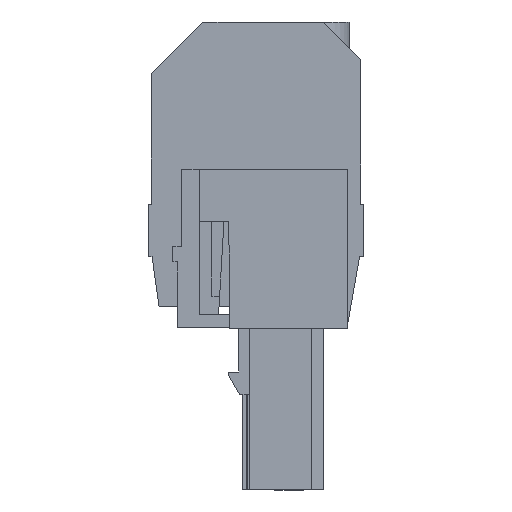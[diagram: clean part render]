
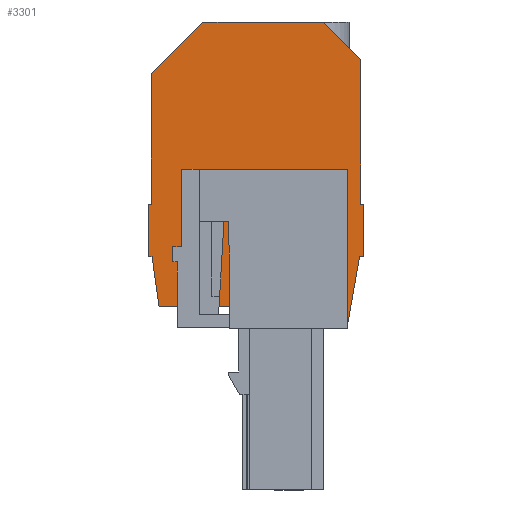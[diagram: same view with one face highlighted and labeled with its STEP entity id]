
A CAD part, left-side view. The second image highlights one B-rep face of the part: STEP entity #3301.
In plain terms, the highlighted planar face has unit normal (-1, 0, 0).
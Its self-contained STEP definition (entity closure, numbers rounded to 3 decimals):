
#3170=AXIS2_PLACEMENT_3D('Plane Axis2P3D',#3167,#3168,#3169) ;
#136=CARTESIAN_POINT('Vertex',(7.17,20.3,39.764)) ;
#152=CARTESIAN_POINT('Vertex',(7.17,20.3,27.3)) ;
#155=CARTESIAN_POINT('Line Origine',(7.17,20.3,33.532)) ;
#304=CARTESIAN_POINT('Vertex',(7.17,0.3,27.3)) ;
#698=CARTESIAN_POINT('Vertex',(7.17,0.3,41.114)) ;
#701=CARTESIAN_POINT('Line Origine',(7.17,0.3,34.207)) ;
#2499=CARTESIAN_POINT('Vertex',(7.17,0.404,22.3)) ;
#2502=CARTESIAN_POINT('Line Origine',(7.17,0.977,19.05)) ;
#2506=CARTESIAN_POINT('Vertex',(7.17,1.55,15.801)) ;
#2565=CARTESIAN_POINT('Vertex',(7.17,19.557,17.5)) ;
#2568=CARTESIAN_POINT('Line Origine',(7.17,19.895,19.9)) ;
#2572=CARTESIAN_POINT('Vertex',(7.17,20.232,22.3)) ;
#3032=CARTESIAN_POINT('Vertex',(7.17,3.886,44.7)) ;
#3035=CARTESIAN_POINT('Line Origine',(7.17,2.093,42.907)) ;
#3167=CARTESIAN_POINT('Axis2P3D Location',(7.17,0.,0.)) ;
#3172=CARTESIAN_POINT('Line Origine',(7.17,0.202,22.3)) ;
#3176=CARTESIAN_POINT('Vertex',(7.17,0.,22.3)) ;
#3179=CARTESIAN_POINT('Line Origine',(7.17,0.,24.8)) ;
#3183=CARTESIAN_POINT('Vertex',(7.17,0.,27.3)) ;
#3186=CARTESIAN_POINT('Line Origine',(7.17,0.15,27.3)) ;
#3191=CARTESIAN_POINT('Line Origine',(7.17,9.625,44.7)) ;
#3195=CARTESIAN_POINT('Vertex',(7.17,15.364,44.7)) ;
#3198=CARTESIAN_POINT('Line Origine',(7.17,17.832,42.232)) ;
#3203=CARTESIAN_POINT('Line Origine',(7.17,20.45,27.3)) ;
#3207=CARTESIAN_POINT('Vertex',(7.17,20.6,27.3)) ;
#3210=CARTESIAN_POINT('Line Origine',(7.17,20.6,24.8)) ;
#3214=CARTESIAN_POINT('Vertex',(7.17,20.6,22.3)) ;
#3217=CARTESIAN_POINT('Line Origine',(7.17,20.416,22.3)) ;
#3222=CARTESIAN_POINT('Line Origine',(7.17,16.205,17.5)) ;
#3226=CARTESIAN_POINT('Vertex',(7.17,12.853,17.5)) ;
#3229=CARTESIAN_POINT('Line Origine',(7.17,12.882,24.06)) ;
#3233=CARTESIAN_POINT('Vertex',(7.17,12.91,30.62)) ;
#3236=CARTESIAN_POINT('Line Origine',(7.17,7.23,30.62)) ;
#3240=CARTESIAN_POINT('Vertex',(7.17,1.55,30.62)) ;
#3243=CARTESIAN_POINT('Line Origine',(7.17,1.55,23.21)) ;
#3267=CARTESIAN_POINT('Line Origine',(7.17,14.71,28.12)) ;
#3271=CARTESIAN_POINT('Vertex',(7.17,14.71,25.62)) ;
#3273=CARTESIAN_POINT('Vertex',(7.17,14.71,30.62)) ;
#3276=CARTESIAN_POINT('Line Origine',(7.17,15.21,25.62)) ;
#3280=CARTESIAN_POINT('Vertex',(7.17,15.71,25.62)) ;
#3283=CARTESIAN_POINT('Line Origine',(7.17,15.71,28.12)) ;
#3287=CARTESIAN_POINT('Vertex',(7.17,15.71,30.62)) ;
#3290=CARTESIAN_POINT('Line Origine',(7.17,15.21,30.62)) ;
#156=DIRECTION('Vector Direction',(0.,0.,1.)) ;
#702=DIRECTION('Vector Direction',(0.,0.,-1.)) ;
#2503=DIRECTION('Vector Direction',(0.,0.174,-0.985)) ;
#2569=DIRECTION('Vector Direction',(0.,-0.139,-0.99)) ;
#3036=DIRECTION('Vector Direction',(0.,0.707,0.707)) ;
#3168=DIRECTION('Axis2P3D Direction',(-1.,0.,0.)) ;
#3169=DIRECTION('Axis2P3D XDirection',(0.,0.,1.)) ;
#3173=DIRECTION('Vector Direction',(0.,-1.,0.)) ;
#3180=DIRECTION('Vector Direction',(0.,0.,1.)) ;
#3187=DIRECTION('Vector Direction',(0.,1.,0.)) ;
#3192=DIRECTION('Vector Direction',(0.,1.,0.)) ;
#3199=DIRECTION('Vector Direction',(0.,0.707,-0.707)) ;
#3204=DIRECTION('Vector Direction',(0.,1.,0.)) ;
#3211=DIRECTION('Vector Direction',(0.,0.,-1.)) ;
#3218=DIRECTION('Vector Direction',(0.,-1.,0.)) ;
#3223=DIRECTION('Vector Direction',(0.,-1.,0.)) ;
#3230=DIRECTION('Vector Direction',(0.,-0.004,-1.)) ;
#3237=DIRECTION('Vector Direction',(0.,1.,0.)) ;
#3244=DIRECTION('Vector Direction',(0.,0.,1.)) ;
#3268=DIRECTION('Vector Direction',(0.,0.,1.)) ;
#3277=DIRECTION('Vector Direction',(0.,1.,0.)) ;
#3284=DIRECTION('Vector Direction',(0.,0.,1.)) ;
#3291=DIRECTION('Vector Direction',(0.,1.,0.)) ;
#157=VECTOR('Line Direction',#156,1.) ;
#703=VECTOR('Line Direction',#702,1.) ;
#2504=VECTOR('Line Direction',#2503,1.) ;
#2570=VECTOR('Line Direction',#2569,1.) ;
#3037=VECTOR('Line Direction',#3036,1.) ;
#3174=VECTOR('Line Direction',#3173,1.) ;
#3181=VECTOR('Line Direction',#3180,1.) ;
#3188=VECTOR('Line Direction',#3187,1.) ;
#3193=VECTOR('Line Direction',#3192,1.) ;
#3200=VECTOR('Line Direction',#3199,1.) ;
#3205=VECTOR('Line Direction',#3204,1.) ;
#3212=VECTOR('Line Direction',#3211,1.) ;
#3219=VECTOR('Line Direction',#3218,1.) ;
#3224=VECTOR('Line Direction',#3223,1.) ;
#3231=VECTOR('Line Direction',#3230,1.) ;
#3238=VECTOR('Line Direction',#3237,1.) ;
#3245=VECTOR('Line Direction',#3244,1.) ;
#3269=VECTOR('Line Direction',#3268,1.) ;
#3278=VECTOR('Line Direction',#3277,1.) ;
#3285=VECTOR('Line Direction',#3284,1.) ;
#3292=VECTOR('Line Direction',#3291,1.) ;
#3249=ORIENTED_EDGE('',*,*,#2508,.T.) ;
#3250=ORIENTED_EDGE('',*,*,#3178,.T.) ;
#3251=ORIENTED_EDGE('',*,*,#3185,.T.) ;
#3252=ORIENTED_EDGE('',*,*,#3190,.T.) ;
#3253=ORIENTED_EDGE('',*,*,#705,.T.) ;
#3254=ORIENTED_EDGE('',*,*,#3039,.T.) ;
#3255=ORIENTED_EDGE('',*,*,#3197,.T.) ;
#3256=ORIENTED_EDGE('',*,*,#3202,.T.) ;
#3257=ORIENTED_EDGE('',*,*,#159,.T.) ;
#3258=ORIENTED_EDGE('',*,*,#3209,.T.) ;
#3259=ORIENTED_EDGE('',*,*,#3216,.T.) ;
#3260=ORIENTED_EDGE('',*,*,#3221,.T.) ;
#3261=ORIENTED_EDGE('',*,*,#2574,.T.) ;
#3262=ORIENTED_EDGE('',*,*,#3228,.T.) ;
#3263=ORIENTED_EDGE('',*,*,#3235,.F.) ;
#3264=ORIENTED_EDGE('',*,*,#3242,.F.) ;
#3265=ORIENTED_EDGE('',*,*,#3247,.F.) ;
#3296=ORIENTED_EDGE('',*,*,#3275,.F.) ;
#3297=ORIENTED_EDGE('',*,*,#3282,.T.) ;
#3298=ORIENTED_EDGE('',*,*,#3289,.T.) ;
#3299=ORIENTED_EDGE('',*,*,#3294,.F.) ;
#3300=FACE_BOUND('',#3295,.T.) ;
#3301=ADVANCED_FACE('housing',(#3266,#3300),#3171,.T.) ;
#159=EDGE_CURVE('',#137,#153,#158,.F.) ;
#705=EDGE_CURVE('',#305,#699,#704,.F.) ;
#2508=EDGE_CURVE('',#2507,#2500,#2505,.F.) ;
#2574=EDGE_CURVE('',#2573,#2566,#2571,.T.) ;
#3039=EDGE_CURVE('',#699,#3033,#3038,.T.) ;
#3178=EDGE_CURVE('',#2500,#3177,#3175,.T.) ;
#3185=EDGE_CURVE('',#3177,#3184,#3182,.T.) ;
#3190=EDGE_CURVE('',#3184,#305,#3189,.T.) ;
#3197=EDGE_CURVE('',#3033,#3196,#3194,.T.) ;
#3202=EDGE_CURVE('',#3196,#137,#3201,.T.) ;
#3209=EDGE_CURVE('',#153,#3208,#3206,.T.) ;
#3216=EDGE_CURVE('',#3208,#3215,#3213,.T.) ;
#3221=EDGE_CURVE('',#3215,#2573,#3220,.T.) ;
#3228=EDGE_CURVE('',#2566,#3227,#3225,.T.) ;
#3235=EDGE_CURVE('',#3234,#3227,#3232,.T.) ;
#3242=EDGE_CURVE('',#3241,#3234,#3239,.T.) ;
#3247=EDGE_CURVE('',#2507,#3241,#3246,.T.) ;
#3275=EDGE_CURVE('',#3272,#3274,#3270,.T.) ;
#3282=EDGE_CURVE('',#3272,#3281,#3279,.T.) ;
#3289=EDGE_CURVE('',#3281,#3288,#3286,.T.) ;
#3294=EDGE_CURVE('',#3274,#3288,#3293,.T.) ;
#3248=EDGE_LOOP('',(#3249,#3250,#3251,#3252,#3253,#3254,#3255,#3256,#3257,#3258,#3259,#3260,#3261,#3262,#3263,#3264,#3265)) ;
#3295=EDGE_LOOP('',(#3296,#3297,#3298,#3299)) ;
#3266=FACE_OUTER_BOUND('',#3248,.T.) ;
#158=LINE('Line',#155,#157) ;
#704=LINE('Line',#701,#703) ;
#2505=LINE('Line',#2502,#2504) ;
#2571=LINE('Line',#2568,#2570) ;
#3038=LINE('Line',#3035,#3037) ;
#3175=LINE('Line',#3172,#3174) ;
#3182=LINE('Line',#3179,#3181) ;
#3189=LINE('Line',#3186,#3188) ;
#3194=LINE('Line',#3191,#3193) ;
#3201=LINE('Line',#3198,#3200) ;
#3206=LINE('Line',#3203,#3205) ;
#3213=LINE('Line',#3210,#3212) ;
#3220=LINE('Line',#3217,#3219) ;
#3225=LINE('Line',#3222,#3224) ;
#3232=LINE('Line',#3229,#3231) ;
#3239=LINE('Line',#3236,#3238) ;
#3246=LINE('Line',#3243,#3245) ;
#3270=LINE('Line',#3267,#3269) ;
#3279=LINE('Line',#3276,#3278) ;
#3286=LINE('Line',#3283,#3285) ;
#3293=LINE('Line',#3290,#3292) ;
#3171=PLANE('',#3170) ;
#137=VERTEX_POINT('',#136) ;
#153=VERTEX_POINT('',#152) ;
#305=VERTEX_POINT('',#304) ;
#699=VERTEX_POINT('',#698) ;
#2500=VERTEX_POINT('',#2499) ;
#2507=VERTEX_POINT('',#2506) ;
#2566=VERTEX_POINT('',#2565) ;
#2573=VERTEX_POINT('',#2572) ;
#3033=VERTEX_POINT('',#3032) ;
#3177=VERTEX_POINT('',#3176) ;
#3184=VERTEX_POINT('',#3183) ;
#3196=VERTEX_POINT('',#3195) ;
#3208=VERTEX_POINT('',#3207) ;
#3215=VERTEX_POINT('',#3214) ;
#3227=VERTEX_POINT('',#3226) ;
#3234=VERTEX_POINT('',#3233) ;
#3241=VERTEX_POINT('',#3240) ;
#3272=VERTEX_POINT('',#3271) ;
#3274=VERTEX_POINT('',#3273) ;
#3281=VERTEX_POINT('',#3280) ;
#3288=VERTEX_POINT('',#3287) ;
